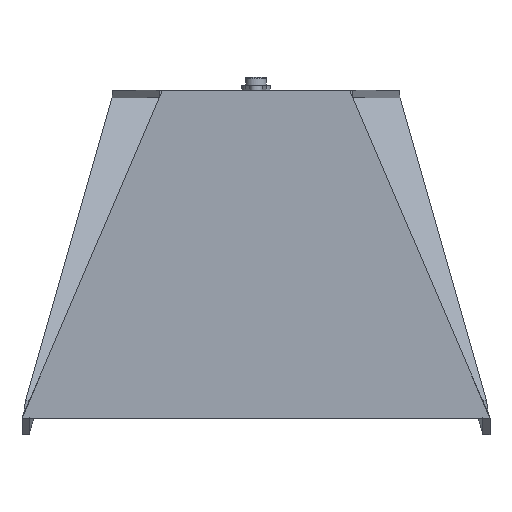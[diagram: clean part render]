
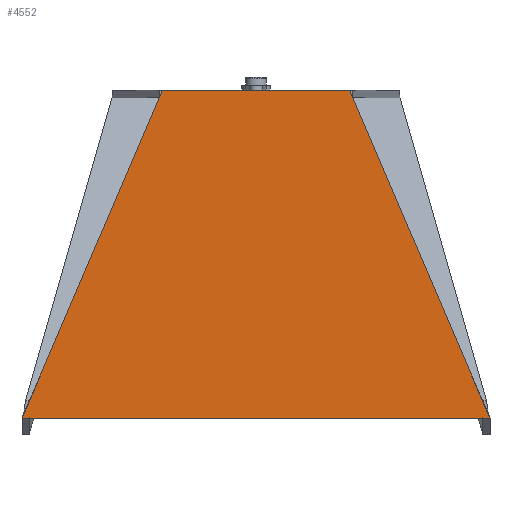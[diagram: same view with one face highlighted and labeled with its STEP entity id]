
A CAD part, front view. The second image highlights one B-rep face of the part: STEP entity #4552.
In plain terms, the highlighted planar face has unit normal (0, -1, 0).
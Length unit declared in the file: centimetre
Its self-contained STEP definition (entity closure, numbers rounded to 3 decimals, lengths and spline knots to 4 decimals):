
#412 = VECTOR ( 'NONE', #6799, 100. ) ;
#506 = ORIENTED_EDGE ( 'NONE', *, *, #834, .F. ) ;
#513 = EDGE_CURVE ( 'NONE', #6644, #1084, #3044, .T. ) ;
#602 = EDGE_LOOP ( 'NONE', ( #943, #506, #3830, #7633, #5311, #900 ) ) ;
#713 = CARTESIAN_POINT ( 'NONE',  ( 10., -6., -14. ) ) ;
#786 = DIRECTION ( 'NONE',  ( 0., 0., 1. ) ) ;
#795 = CARTESIAN_POINT ( 'NONE',  ( 4., -6., 0. ) ) ;
#823 = VERTEX_POINT ( 'NONE', #4565 ) ;
#834 = EDGE_CURVE ( 'NONE', #6644, #9652, #3779, .T. ) ;
#853 = CARTESIAN_POINT ( 'NONE',  ( 10., -6., 0. ) ) ;
#900 = ORIENTED_EDGE ( 'NONE', *, *, #2748, .F. ) ;
#943 = ORIENTED_EDGE ( 'NONE', *, *, #2267, .F. ) ;
#1084 = VERTEX_POINT ( 'NONE', #1389 ) ;
#1174 = VECTOR ( 'NONE', #1603, 100. ) ;
#1389 = CARTESIAN_POINT ( 'NONE',  ( -4., -6., 0. ) ) ;
#1451 = LINE ( 'NONE', #5366, #9585 ) ;
#1596 = LINE ( 'NONE', #2296, #3394 ) ;
#1603 = DIRECTION ( 'NONE',  ( -1., 0., 0. ) ) ;
#1785 = VERTEX_POINT ( 'NONE', #8547 ) ;
#2267 = EDGE_CURVE ( 'NONE', #9652, #7856, #4109, .T. ) ;
#2296 = CARTESIAN_POINT ( 'NONE',  ( -4., -6., 0. ) ) ;
#2342 = DIRECTION ( 'NONE',  ( 0.394, 0., 0.919 ) ) ;
#2461 = CARTESIAN_POINT ( 'NONE',  ( 10., -6., -14. ) ) ;
#2616 = CARTESIAN_POINT ( 'NONE',  ( 9.7, -6., -14. ) ) ;
#2748 = EDGE_CURVE ( 'NONE', #7856, #1785, #9022, .T. ) ;
#2998 = DIRECTION ( 'NONE',  ( -1., 0., 0. ) ) ;
#3044 = LINE ( 'NONE', #853, #3184 ) ;
#3184 = VECTOR ( 'NONE', #6071, 100. ) ;
#3394 = VECTOR ( 'NONE', #2342, 100. ) ;
#3779 = LINE ( 'NONE', #795, #412 ) ;
#3830 = ORIENTED_EDGE ( 'NONE', *, *, #513, .T. ) ;
#3851 = CARTESIAN_POINT ( 'NONE',  ( 10., -6., -14. ) ) ;
#3895 = EDGE_CURVE ( 'NONE', #1785, #823, #1451, .T. ) ;
#3924 = EDGE_CURVE ( 'NONE', #823, #1084, #1596, .T. ) ;
#3953 = FACE_OUTER_BOUND ( 'NONE', #602, .T. ) ;
#4109 = LINE ( 'NONE', #2461, #7971 ) ;
#4552 = ADVANCED_FACE ( 'NONE', ( #3953 ), #4555, .F. ) ;
#4555 = PLANE ( 'NONE',  #7243 ) ;
#4565 = CARTESIAN_POINT ( 'NONE',  ( -10., -6., -14. ) ) ;
#5311 = ORIENTED_EDGE ( 'NONE', *, *, #3895, .F. ) ;
#5366 = CARTESIAN_POINT ( 'NONE',  ( -10., -6., -14. ) ) ;
#5875 = DIRECTION ( 'NONE',  ( 0., 1., 0. ) ) ;
#6071 = DIRECTION ( 'NONE',  ( -1., 0., 0. ) ) ;
#6644 = VERTEX_POINT ( 'NONE', #8576 ) ;
#6799 = DIRECTION ( 'NONE',  ( 0.394, 0., -0.919 ) ) ;
#6976 = CARTESIAN_POINT ( 'NONE',  ( 10., -6., 0. ) ) ;
#7126 = DIRECTION ( 'NONE',  ( -1., 0., 0. ) ) ;
#7243 = AXIS2_PLACEMENT_3D ( 'NONE', #6976, #5875, #786 ) ;
#7633 = ORIENTED_EDGE ( 'NONE', *, *, #3924, .F. ) ;
#7856 = VERTEX_POINT ( 'NONE', #2616 ) ;
#7971 = VECTOR ( 'NONE', #7126, 100. ) ;
#8547 = CARTESIAN_POINT ( 'NONE',  ( -9.7, -6., -14. ) ) ;
#8576 = CARTESIAN_POINT ( 'NONE',  ( 4., -6., 0. ) ) ;
#9022 = LINE ( 'NONE', #713, #1174 ) ;
#9585 = VECTOR ( 'NONE', #2998, 100. ) ;
#9652 = VERTEX_POINT ( 'NONE', #3851 ) ;
